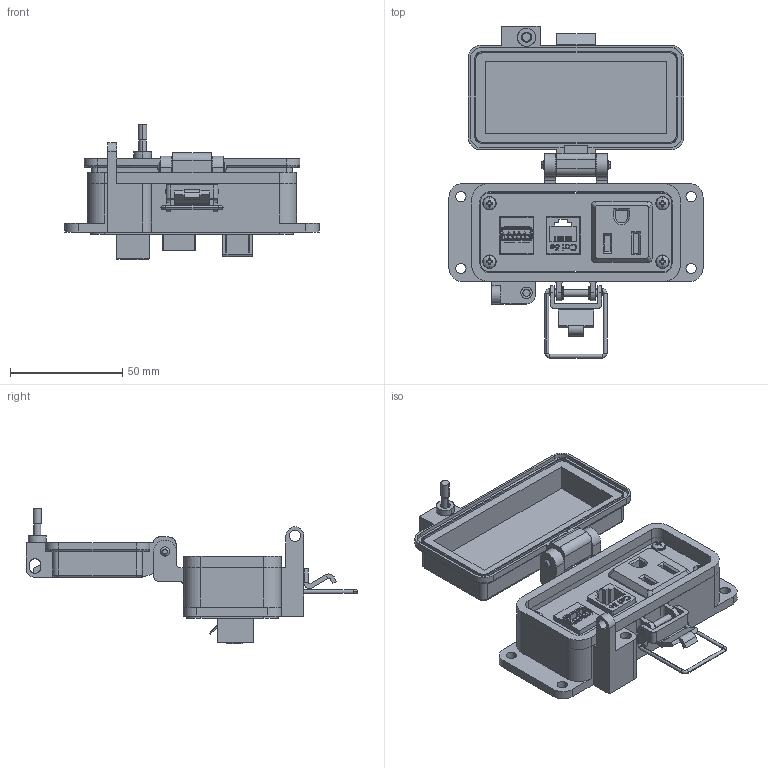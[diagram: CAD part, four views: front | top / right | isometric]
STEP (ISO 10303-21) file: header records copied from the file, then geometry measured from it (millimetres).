
FILE_DESCRIPTION (( 'STEP AP203' ), '1' );
FILE_NAME ('P-P33R2-F3R0_3D.STEP', '2021-02-19T14:40:58', ( '' ), ( '' ), 'SwSTEP 2.0', 'SolidWorks 2019', '' );
FILE_SCHEMA (( 'CONFIG_CONTROL_DESIGN' ));
Length unit declared in the file: millimetre
Products named in the file (15): Z-300-RJ45CAT5; R2; Z-H-F3_B; U3C00029-MA1; -F3; P-P33R2-F3R0_FP060_1; Z-000-4243316TFP; P-P33R2-F3R0_BP180_1; P33; 92005A124_METRIC PAN HEAD PHILLIPS MACHINE SCREW_92005A124; 1AA05-054_Crimped; P-P33R2-F3R0_TP060_1; P-P33R2-F3R0_3D; Z-200-OTLT-R0SQ; R
Assembly tree (20 placements, depth 3):
  P-P33R2-F3R0_3D
    P-P33R2-F3R0_BP180_1
    P-P33R2-F3R0_TP060_1
    Z-000-4243316TFP  x3
    P-P33R2-F3R0_FP060_1
    P33
      U3C00029-MA1
      1AA05-054_Crimped  x2
    R2
      Z-300-RJ45CAT5
    R
      Z-200-OTLT-R0SQ
    -F3
      Z-H-F3_B
    92005A124_METRIC PAN HEAD PHILLIPS MACHINE SCREW_92005A124  x4
Bounding box: 113 x 147.61 x 60.19 mm (x, y, z)
Volume: 99915.3 mm3; surface area: 81003.2 mm2
Topology: 25 solids, 25 shells, 3571 faces, 9920 edges, 6536 vertices
Faces by surface type: plane 1738, cylinder 1207, bspline 526, cone 76, torus 16, sphere 8
Entity records: 86443 total; most frequent: CARTESIAN_POINT 33060, ORIENTED_EDGE 11798, DIRECTION 9111, EDGE_CURVE 5899, VERTEX_POINT 3887, VECTOR 3843, LINE 3843, AXIS2_PLACEMENT_3D 2634
